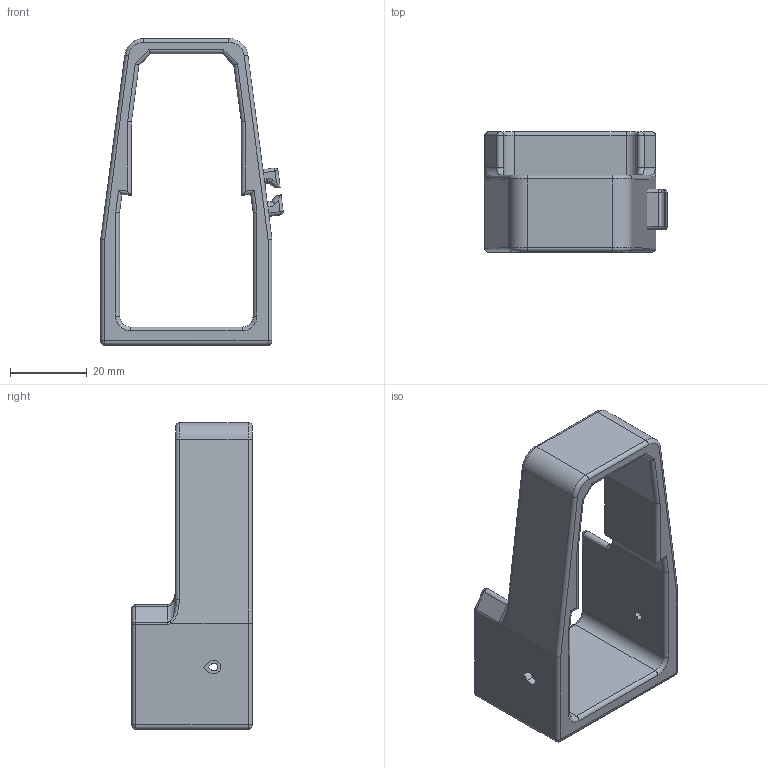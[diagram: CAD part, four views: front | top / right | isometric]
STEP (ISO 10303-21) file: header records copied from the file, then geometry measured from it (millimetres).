
FILE_DESCRIPTION(/* description */ (''),/* implementation_level */ '2;1');
FILE_NAME(/* name */ 'Base_motor_holder_SO101.step',/* time_stamp */ '2025-04-14T17:47:00+02:00',/* author */ (''),/* organization */ (''),/* preprocessor_version */ 'ST-DEVELOPER v20.1',/* originating_system */ 'Autodesk Translation Framework v14.4.0.0',/* authorisation */ '');
FILE_SCHEMA (('AUTOMOTIVE_DESIGN { 1 0 10303 214 3 1 1 }'));
Length unit declared in the file: millimetre
Products named in the file (1): Base_motor_holder_SO101
Bounding box: 47.65 x 31.4 x 80.2 mm (x, y, z)
Volume: 23717.3 mm3; surface area: 13305.3 mm2
Topology: 1 solids, 1 shells, 173 faces, 411 edges, 239 vertices
Faces by surface type: cylinder 77, plane 62, bspline 14, torus 12, sphere 8
Entity records: 5426 total; most frequent: CARTESIAN_POINT 1406, DIRECTION 867, ORIENTED_EDGE 814, EDGE_CURVE 407, AXIS2_PLACEMENT_3D 318, VERTEX_POINT 239, LINE 231, VECTOR 231
